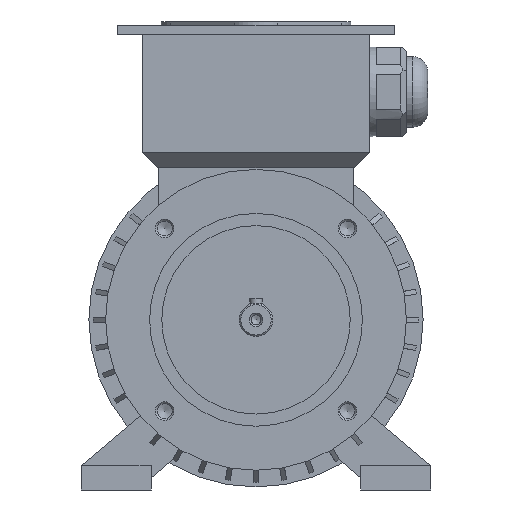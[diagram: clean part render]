
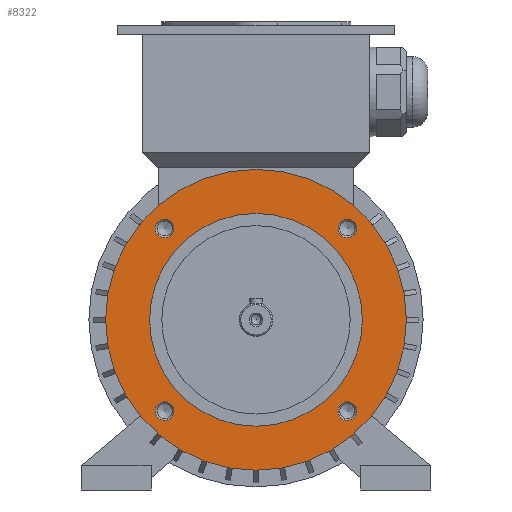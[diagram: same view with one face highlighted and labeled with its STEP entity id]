
A CAD part, front view. The second image highlights one B-rep face of the part: STEP entity #8322.
In plain terms, the highlighted planar face has unit normal (0, -1, 0).
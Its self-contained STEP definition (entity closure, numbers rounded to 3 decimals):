
#234=CIRCLE('',#8584,3.059);
#238=CIRCLE('',#8592,3.059);
#242=CIRCLE('',#8600,3.059);
#344=CIRCLE('',#8809,49.5);
#346=CIRCLE('',#8812,3.059);
#347=CIRCLE('',#8813,35.);
#1011=ORIENTED_EDGE('',*,*,#2272,.T.);
#1012=ORIENTED_EDGE('',*,*,#2276,.T.);
#1013=ORIENTED_EDGE('',*,*,#2280,.T.);
#1014=ORIENTED_EDGE('',*,*,#2661,.T.);
#1015=ORIENTED_EDGE('',*,*,#2662,.T.);
#1016=ORIENTED_EDGE('',*,*,#2659,.F.);
#2272=EDGE_CURVE('',#3156,#3156,#234,.T.);
#2276=EDGE_CURVE('',#3161,#3161,#238,.T.);
#2280=EDGE_CURVE('',#3166,#3166,#242,.T.);
#2659=EDGE_CURVE('',#3467,#3467,#344,.T.);
#2661=EDGE_CURVE('',#3469,#3469,#346,.T.);
#2662=EDGE_CURVE('',#3470,#3470,#347,.T.);
#3156=VERTEX_POINT('',#11022);
#3161=VERTEX_POINT('',#11035);
#3166=VERTEX_POINT('',#11048);
#3467=VERTEX_POINT('',#11817);
#3469=VERTEX_POINT('',#11822);
#3470=VERTEX_POINT('',#11824);
#4940=EDGE_LOOP('',(#1011));
#4941=EDGE_LOOP('',(#1012));
#4942=EDGE_LOOP('',(#1013));
#4943=EDGE_LOOP('',(#1014));
#4944=EDGE_LOOP('',(#1015));
#4945=EDGE_LOOP('',(#1016));
#5340=FACE_BOUND('',#4940,.T.);
#5341=FACE_BOUND('',#4941,.T.);
#5342=FACE_BOUND('',#4942,.T.);
#5343=FACE_BOUND('',#4943,.T.);
#5344=FACE_BOUND('',#4944,.T.);
#5345=FACE_BOUND('',#4945,.T.);
#5702=PLANE('',#8811);
#8322=ADVANCED_FACE('',(#5340,#5341,#5342,#5343,#5344,#5345),#5702,.F.);
#8584=AXIS2_PLACEMENT_3D('',#11021,#9231,#9232);
#8592=AXIS2_PLACEMENT_3D('',#11034,#9247,#9248);
#8600=AXIS2_PLACEMENT_3D('',#11047,#9263,#9264);
#8809=AXIS2_PLACEMENT_3D('',#11816,#9932,#9933);
#8811=AXIS2_PLACEMENT_3D('',#11820,#9936,#9937);
#8812=AXIS2_PLACEMENT_3D('',#11821,#9938,#9939);
#8813=AXIS2_PLACEMENT_3D('',#11823,#9940,#9941);
#9231=DIRECTION('',(0.,1.,0.));
#9232=DIRECTION('',(0.,0.,1.));
#9247=DIRECTION('',(0.,1.,0.));
#9248=DIRECTION('',(-1.,0.,0.));
#9263=DIRECTION('',(0.,1.,0.));
#9264=DIRECTION('',(0.,0.,-1.));
#9932=DIRECTION('',(0.,1.,0.));
#9933=DIRECTION('',(1.,0.,0.));
#9936=DIRECTION('',(0.,1.,0.));
#9937=DIRECTION('',(0.,0.,1.));
#9938=DIRECTION('',(0.,1.,0.));
#9939=DIRECTION('',(1.,0.,0.));
#9940=DIRECTION('',(0.,1.,0.));
#9941=DIRECTION('',(1.,0.,0.));
#11021=CARTESIAN_POINT('',(-30.052,-21.,-30.052));
#11022=CARTESIAN_POINT('',(-30.052,-21.,-26.994));
#11034=CARTESIAN_POINT('',(30.052,-21.,-30.052));
#11035=CARTESIAN_POINT('',(26.994,-21.,-30.052));
#11047=CARTESIAN_POINT('',(30.052,-21.,30.052));
#11048=CARTESIAN_POINT('',(30.052,-21.,26.994));
#11816=CARTESIAN_POINT('',(0.,-21.,0.));
#11817=CARTESIAN_POINT('',(49.5,-21.,0.));
#11820=CARTESIAN_POINT('',(0.,-21.,0.));
#11821=CARTESIAN_POINT('',(-30.052,-21.,30.052));
#11822=CARTESIAN_POINT('',(-26.994,-21.,30.052));
#11823=CARTESIAN_POINT('',(0.,-21.,0.));
#11824=CARTESIAN_POINT('',(35.,-21.,0.));
